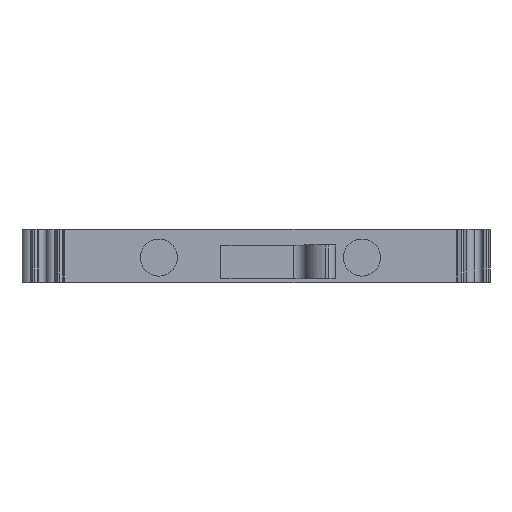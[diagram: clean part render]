
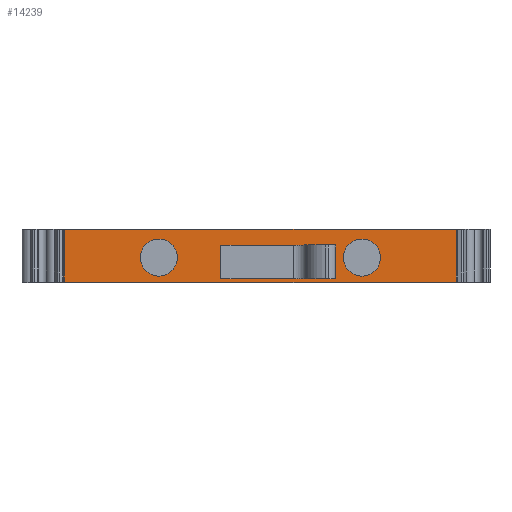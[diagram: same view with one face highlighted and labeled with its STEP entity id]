
A CAD part, top view. The second image highlights one B-rep face of the part: STEP entity #14239.
In plain terms, the highlighted planar face has unit normal (0, 0, 1).
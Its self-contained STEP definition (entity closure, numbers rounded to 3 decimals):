
#187=CIRCLE('',#14984,2.1);
#188=CIRCLE('',#14985,2.1);
#1599=ORIENTED_EDGE('',*,*,#4220,.T.);
#1600=ORIENTED_EDGE('',*,*,#4221,.T.);
#1601=ORIENTED_EDGE('',*,*,#4222,.F.);
#1602=ORIENTED_EDGE('',*,*,#4223,.F.);
#1603=ORIENTED_EDGE('',*,*,#4224,.F.);
#1604=ORIENTED_EDGE('',*,*,#4225,.F.);
#1605=ORIENTED_EDGE('',*,*,#4007,.T.);
#1606=ORIENTED_EDGE('',*,*,#4219,.T.);
#1607=ORIENTED_EDGE('',*,*,#4003,.F.);
#1608=ORIENTED_EDGE('',*,*,#4226,.F.);
#4003=EDGE_CURVE('',#5383,#5384,#6409,.T.);
#4007=EDGE_CURVE('',#5386,#5385,#6413,.T.);
#4219=EDGE_CURVE('',#5385,#5384,#6551,.T.);
#4220=EDGE_CURVE('',#5514,#5514,#187,.T.);
#4221=EDGE_CURVE('',#5515,#5515,#188,.T.);
#4222=EDGE_CURVE('',#5516,#5517,#6552,.T.);
#4223=EDGE_CURVE('',#5518,#5516,#6553,.T.);
#4224=EDGE_CURVE('',#5519,#5518,#6554,.T.);
#4225=EDGE_CURVE('',#5517,#5519,#6555,.T.);
#4226=EDGE_CURVE('',#5386,#5383,#6556,.T.);
#5383=VERTEX_POINT('',#19409);
#5384=VERTEX_POINT('',#19410);
#5385=VERTEX_POINT('',#19415);
#5386=VERTEX_POINT('',#19417);
#5514=VERTEX_POINT('',#19835);
#5515=VERTEX_POINT('',#19837);
#5516=VERTEX_POINT('',#19839);
#5517=VERTEX_POINT('',#19840);
#5518=VERTEX_POINT('',#19842);
#5519=VERTEX_POINT('',#19844);
#6409=LINE('',#19408,#7655);
#6413=LINE('',#19416,#7659);
#6551=LINE('',#19832,#7797);
#6552=LINE('',#19838,#7798);
#6553=LINE('',#19841,#7799);
#6554=LINE('',#19843,#7800);
#6555=LINE('',#19845,#7801);
#6556=LINE('',#19846,#7802);
#7655=VECTOR('',#16352,1000.);
#7659=VECTOR('',#16358,1000.);
#7797=VECTOR('',#16796,1000.);
#7798=VECTOR('',#16803,1000.);
#7799=VECTOR('',#16804,1000.);
#7800=VECTOR('',#16805,1000.);
#7801=VECTOR('',#16806,1000.);
#7802=VECTOR('',#16807,1000.);
#8702=EDGE_LOOP('',(#1599));
#8703=EDGE_LOOP('',(#1600));
#8704=EDGE_LOOP('',(#1601,#1602,#1603,#1604));
#8705=EDGE_LOOP('',(#1605,#1606,#1607,#1608));
#9294=FACE_BOUND('',#8702,.T.);
#9295=FACE_BOUND('',#8703,.T.);
#9296=FACE_BOUND('',#8704,.T.);
#9297=FACE_BOUND('',#8705,.T.);
#9796=PLANE('',#14983);
#14239=ADVANCED_FACE('',(#9294,#9295,#9296,#9297),#9796,.F.);
#14983=AXIS2_PLACEMENT_3D('',#19833,#16797,#16798);
#14984=AXIS2_PLACEMENT_3D('',#19834,#16799,#16800);
#14985=AXIS2_PLACEMENT_3D('',#19836,#16801,#16802);
#16352=DIRECTION('',(0.,-1.,0.));
#16358=DIRECTION('',(0.,-1.,0.));
#16796=DIRECTION('',(1.,0.,0.));
#16797=DIRECTION('',(0.,0.,-1.));
#16798=DIRECTION('',(-1.,0.,0.));
#16799=DIRECTION('',(0.,0.,-1.));
#16800=DIRECTION('',(1.,0.,0.));
#16801=DIRECTION('',(0.,0.,-1.));
#16802=DIRECTION('',(1.,0.,0.));
#16803=DIRECTION('',(0.,-1.,0.));
#16804=DIRECTION('',(-1.,0.,0.));
#16805=DIRECTION('',(0.,1.,0.));
#16806=DIRECTION('',(1.,0.,0.));
#16807=DIRECTION('',(1.,0.,0.));
#19408=CARTESIAN_POINT('',(23.044,6.,25.425));
#19409=CARTESIAN_POINT('',(23.044,6.,25.425));
#19410=CARTESIAN_POINT('',(23.044,0.,25.425));
#19415=CARTESIAN_POINT('',(-21.349,0.,25.425));
#19416=CARTESIAN_POINT('',(-21.349,6.,25.425));
#19417=CARTESIAN_POINT('',(-21.349,6.,25.425));
#19832=CARTESIAN_POINT('',(23.044,0.,25.425));
#19833=CARTESIAN_POINT('',(23.044,6.,25.425));
#19834=CARTESIAN_POINT('',(12.347,2.78,25.425));
#19835=CARTESIAN_POINT('',(14.447,2.78,25.425));
#19836=CARTESIAN_POINT('',(-10.653,2.78,25.425));
#19837=CARTESIAN_POINT('',(-8.553,2.78,25.425));
#19838=CARTESIAN_POINT('',(-3.628,6.,25.425));
#19839=CARTESIAN_POINT('',(-3.628,4.2,25.425));
#19840=CARTESIAN_POINT('',(-3.628,0.4,25.425));
#19841=CARTESIAN_POINT('',(-6.578,4.2,25.425));
#19842=CARTESIAN_POINT('',(7.872,4.2,25.425));
#19843=CARTESIAN_POINT('',(7.872,6.,25.425));
#19844=CARTESIAN_POINT('',(7.872,0.4,25.425));
#19845=CARTESIAN_POINT('',(23.044,0.4,25.425));
#19846=CARTESIAN_POINT('',(23.044,6.,25.425));
